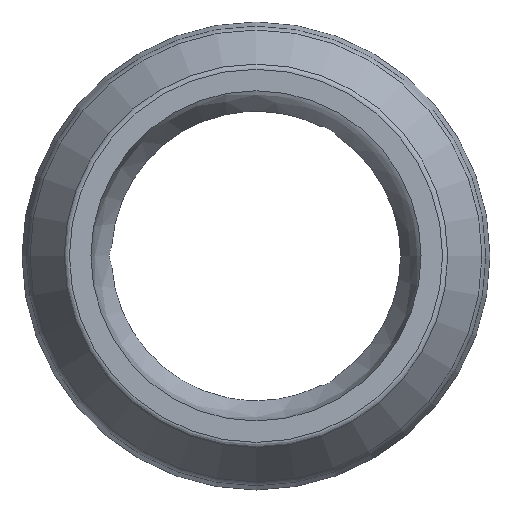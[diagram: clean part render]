
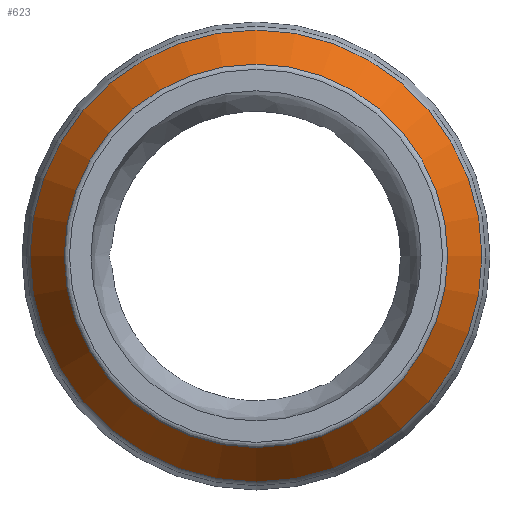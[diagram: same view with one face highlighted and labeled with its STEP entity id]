
A CAD part, top view. The second image highlights one B-rep face of the part: STEP entity #623.
In plain terms, the highlighted conical face has half-angle 33.553 degrees and reference radius 20.212 mm.
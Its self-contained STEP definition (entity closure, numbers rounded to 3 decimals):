
#24=CONICAL_SURFACE('',#725,20.212,0.586);
#86=FACE_OUTER_BOUND('',#126,.T.);
#126=EDGE_LOOP('',(#558,#559,#560,#561));
#158=LINE('',#1230,#186);
#186=VECTOR('',#935,20.212);
#238=CIRCLE('',#723,18.558);
#240=CIRCLE('',#726,21.866);
#301=VERTEX_POINT('',#1224);
#302=VERTEX_POINT('',#1228);
#386=EDGE_CURVE('',#301,#301,#238,.T.);
#388=EDGE_CURVE('',#302,#302,#240,.T.);
#389=EDGE_CURVE('',#302,#301,#158,.T.);
#558=ORIENTED_EDGE('',*,*,#388,.F.);
#559=ORIENTED_EDGE('',*,*,#389,.T.);
#560=ORIENTED_EDGE('',*,*,#386,.T.);
#561=ORIENTED_EDGE('',*,*,#389,.F.);
#623=ADVANCED_FACE('',(#86),#24,.T.);
#723=AXIS2_PLACEMENT_3D('',#1225,#927,#928);
#725=AXIS2_PLACEMENT_3D('',#1227,#931,#932);
#726=AXIS2_PLACEMENT_3D('',#1229,#933,#934);
#927=DIRECTION('center_axis',(0.,0.,
-1.));
#928=DIRECTION('ref_axis',(1.,0.,0.));
#931=DIRECTION('center_axis',(0.,0.,
-1.));
#932=DIRECTION('ref_axis',(-1.,0.,0.));
#933=DIRECTION('center_axis',(0.,0.,
-1.));
#934=DIRECTION('ref_axis',(1.,0.,0.));
#935=DIRECTION('',(-0.553,0.,0.833));
#1224=CARTESIAN_POINT('',(48.282,-77.007,26.132));
#1225=CARTESIAN_POINT('Origin',(29.724,-77.007,26.132));
#1227=CARTESIAN_POINT('Origin',(29.724,-77.007,23.638));
#1228=CARTESIAN_POINT('',(51.59,-77.007,21.144));
#1229=CARTESIAN_POINT('Origin',(29.724,-77.007,21.144));
#1230=CARTESIAN_POINT('',(49.936,-77.007,23.638));
